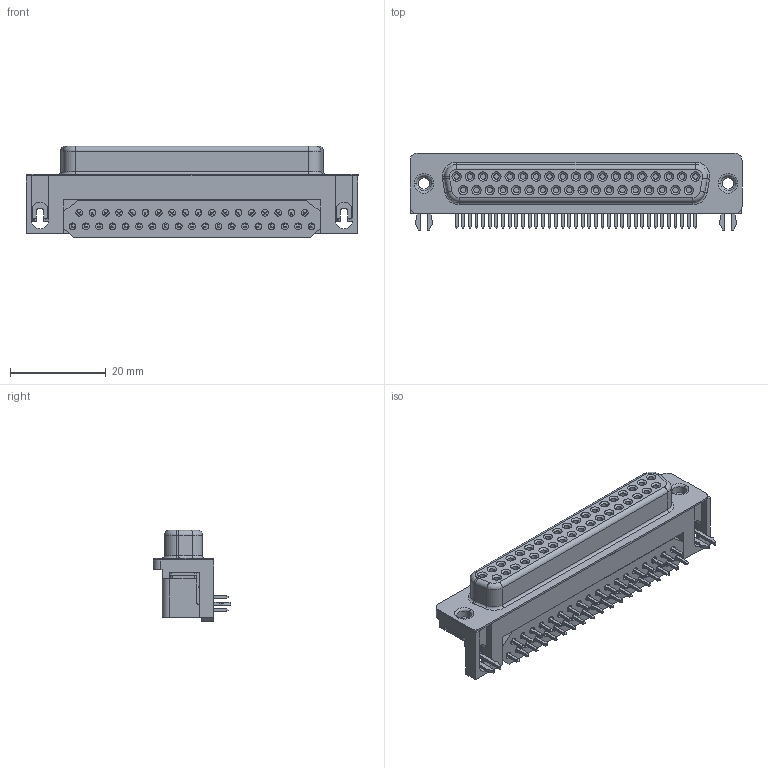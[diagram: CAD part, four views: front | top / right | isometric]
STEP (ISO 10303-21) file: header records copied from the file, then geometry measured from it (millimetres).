
FILE_DESCRIPTION (( 'STEP AP214' ), '1' );
FILE_NAME ('KF22X-C37S-N_rA2.STEP', '2013-12-06T22:00:20', ( '' ), ( '' ), 'SwSTEP 2.0', 'SolidWorks 2012', '' );
FILE_SCHEMA (( 'AUTOMOTIVE_DESIGN' ));
Length unit declared in the file: millimetre
Products named in the file (1): KF22X-C37S-N_rA2
Bounding box: 69.32 x 16.11 x 19.1 mm (x, y, z)
Volume: 10589.9 mm3; surface area: 6993 mm2
Topology: 1 solids, 1 shells, 847 faces, 1929 edges, 1192 vertices
Faces by surface type: plane 528, cylinder 223, cone 82, torus 14
Entity records: 27350 total; most frequent: DIRECTION 4177, CARTESIAN_POINT 3969, ORIENTED_EDGE 3858, EDGE_CURVE 1929, AXIS2_PLACEMENT_3D 1400, LINE 1377, VECTOR 1377, VERTEX_POINT 1192
